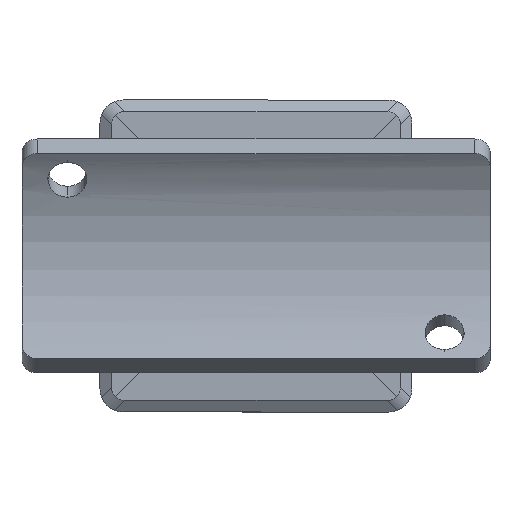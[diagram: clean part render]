
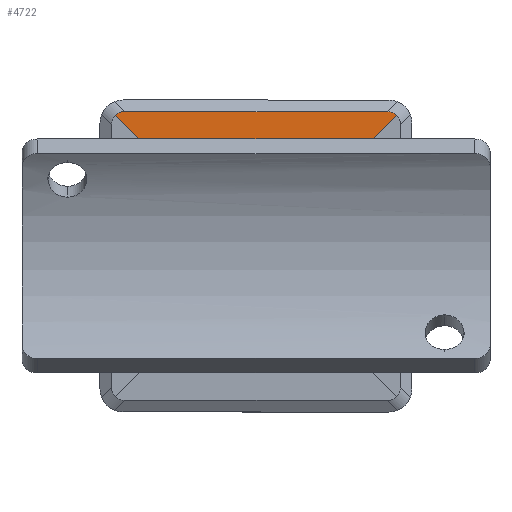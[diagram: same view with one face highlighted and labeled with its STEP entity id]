
A CAD part, left-side view. The second image highlights one B-rep face of the part: STEP entity #4722.
In plain terms, the highlighted face is planar.
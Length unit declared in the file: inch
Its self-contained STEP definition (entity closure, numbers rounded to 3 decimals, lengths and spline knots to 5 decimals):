
#74 = CARTESIAN_POINT ( 'NONE',  ( -0.76476, 0.62992, -0.76476 ) ) ;
#102 = LINE ( 'NONE', #74, #2931 ) ;
#175 = DIRECTION ( 'NONE',  ( 0., 1., 0. ) ) ;
#214 = CARTESIAN_POINT ( 'NONE',  ( -0.80118, 0.62992, -0.72835 ) ) ;
#241 = FACE_OUTER_BOUND ( 'NONE', #3049, .T. ) ;
#373 = AXIS2_PLACEMENT_3D ( 'NONE', #2130, #175, #5873 ) ;
#480 = EDGE_CURVE ( 'NONE', #3036, #3804, #5224, .T. ) ;
#659 = CARTESIAN_POINT ( 'NONE',  ( -0.66283, 0.62992, -0.72835 ) ) ;
#1074 = ORIENTED_EDGE ( 'NONE', *, *, #480, .T. ) ;
#1334 = VECTOR ( 'NONE', #3335, 39.37008 ) ;
#1335 = VERTEX_POINT ( 'NONE', #659 ) ;
#1428 = CARTESIAN_POINT ( 'NONE',  ( -0.68361, 0.62992, -0.72835 ) ) ;
#1460 = LINE ( 'NONE', #2406, #1334 ) ;
#1563 = CARTESIAN_POINT ( 'NONE',  ( 0.13919, 0.62992, -0.13919 ) ) ;
#1586 = DIRECTION ( 'NONE',  ( 0., 1., 0. ) ) ;
#1628 = VECTOR ( 'NONE', #5425, 39.37008 ) ;
#1653 = DIRECTION ( 'NONE',  ( 0., -1., 0. ) ) ;
#1940 = DIRECTION ( 'NONE',  ( 0.707, 0., 0.707 ) ) ;
#1993 = CARTESIAN_POINT ( 'NONE',  ( -0.13919, 0.62992, -0.13919 ) ) ;
#2103 = PLANE ( 'NONE',  #5562 ) ;
#2130 = CARTESIAN_POINT ( 'NONE',  ( 0., 0.62992, 0. ) ) ;
#2357 = CARTESIAN_POINT ( 'NONE',  ( -0.71128, 0.62992, -0.71128 ) ) ;
#2406 = CARTESIAN_POINT ( 'NONE',  ( -0.03642, 0.62992, 0.03642 ) ) ;
#2446 = CARTESIAN_POINT ( 'NONE',  ( -0.69999, 0.62992, -0.72258 ) ) ;
#2683 = CARTESIAN_POINT ( 'NONE',  ( 0.71128, 0.62992, -0.71128 ) ) ;
#2803 = VERTEX_POINT ( 'NONE', #1993 ) ;
#2835 = EDGE_CURVE ( 'NONE', #5484, #2803, #102, .T. ) ;
#2908 = VERTEX_POINT ( 'NONE', #3572 ) ;
#2931 = VECTOR ( 'NONE', #1940, 39.37008 ) ;
#3035 = CARTESIAN_POINT ( 'NONE',  ( -0.71128, 0.62992, -0.71128 ) ) ;
#3036 = VERTEX_POINT ( 'NONE', #2683 ) ;
#3049 = EDGE_LOOP ( 'NONE', ( #3979, #5370, #4198, #5890, #4378, #5400, #1074 ) ) ;
#3073 = CARTESIAN_POINT ( 'NONE',  ( 0.69999, 0.62992, -0.72258 ) ) ;
#3335 = DIRECTION ( 'NONE',  ( -0.707, 0., 0.707 ) ) ;
#3464 = DIRECTION ( 'NONE',  ( 0., 0., 1. ) ) ;
#3523 = CARTESIAN_POINT ( 'NONE',  ( 0.66283, 0.62992, -0.72835 ) ) ;
#3572 = CARTESIAN_POINT ( 'NONE',  ( 0., 0.62992, -0.19685 ) ) ;
#3708 = CIRCLE ( 'NONE', #373, 0.19685 ) ;
#3804 = VERTEX_POINT ( 'NONE', #3523 ) ;
#3830 = CARTESIAN_POINT ( 'NONE',  ( -0.66283, 0.62992, -0.72835 ) ) ;
#3894 = CIRCLE ( 'NONE', #4093, 0.19685 ) ;
#3924 = CARTESIAN_POINT ( 'NONE',  ( 0., 0.62992, 0. ) ) ;
#3979 = ORIENTED_EDGE ( 'NONE', *, *, #4304, .F. ) ;
#3982 = CARTESIAN_POINT ( 'NONE',  ( -0.80118, 0.62992, -0.72835 ) ) ;
#4093 = AXIS2_PLACEMENT_3D ( 'NONE', #3924, #1586, #3464 ) ;
#4100 = VERTEX_POINT ( 'NONE', #1563 ) ;
#4198 = ORIENTED_EDGE ( 'NONE', *, *, #2835, .T. ) ;
#4304 = EDGE_CURVE ( 'NONE', #1335, #3804, #5398, .T. ) ;
#4325 = CARTESIAN_POINT ( 'NONE',  ( 0.71128, 0.62992, -0.71128 ) ) ;
#4378 = ORIENTED_EDGE ( 'NONE', *, *, #4986, .F. ) ;
#4722 = ADVANCED_FACE ( 'NONE', ( #241 ), #2103, .F. ) ;
#4753 = EDGE_CURVE ( 'NONE', #2908, #2803, #3894, .T. ) ;
#4881 = EDGE_CURVE ( 'NONE', #1335, #5484, #5392, .T. ) ;
#4986 = EDGE_CURVE ( 'NONE', #4100, #2908, #3708, .T. ) ;
#5224 =( BOUNDED_CURVE ( )  B_SPLINE_CURVE ( 3, ( #4325, #3073, #5422, #5911 ),
 .UNSPECIFIED., .F., .T. ) 
 B_SPLINE_CURVE_WITH_KNOTS ( ( 4, 4 ),
 ( 3.14159, 3.54465 ),
 .UNSPECIFIED. ) 
 CURVE ( )  GEOMETRIC_REPRESENTATION_ITEM ( )  RATIONAL_B_SPLINE_CURVE ( ( 1., 0.987, 0.987, 1. ) ) 
 REPRESENTATION_ITEM ( '' )  );
#5370 = ORIENTED_EDGE ( 'NONE', *, *, #4881, .T. ) ;
#5391 = DIRECTION ( 'NONE',  ( -1., 0., 0. ) ) ;
#5392 =( BOUNDED_CURVE ( )  B_SPLINE_CURVE ( 3, ( #3830, #1428, #2446, #2357 ),
 .UNSPECIFIED., .F., .T. ) 
 B_SPLINE_CURVE_WITH_KNOTS ( ( 4, 4 ),
 ( 2.73854, 3.14159 ),
 .UNSPECIFIED. ) 
 CURVE ( )  GEOMETRIC_REPRESENTATION_ITEM ( )  RATIONAL_B_SPLINE_CURVE ( ( 1., 0.987, 0.987, 1. ) ) 
 REPRESENTATION_ITEM ( '' )  );
#5398 = LINE ( 'NONE', #214, #1628 ) ;
#5400 = ORIENTED_EDGE ( 'NONE', *, *, #5859, .F. ) ;
#5422 = CARTESIAN_POINT ( 'NONE',  ( 0.68361, 0.62992, -0.72835 ) ) ;
#5425 = DIRECTION ( 'NONE',  ( 1., 0., 0. ) ) ;
#5484 = VERTEX_POINT ( 'NONE', #3035 ) ;
#5562 = AXIS2_PLACEMENT_3D ( 'NONE', #3982, #1653, #5391 ) ;
#5859 = EDGE_CURVE ( 'NONE', #3036, #4100, #1460, .T. ) ;
#5873 = DIRECTION ( 'NONE',  ( 0., 0., 1. ) ) ;
#5890 = ORIENTED_EDGE ( 'NONE', *, *, #4753, .F. ) ;
#5911 = CARTESIAN_POINT ( 'NONE',  ( 0.66283, 0.62992, -0.72835 ) ) ;
